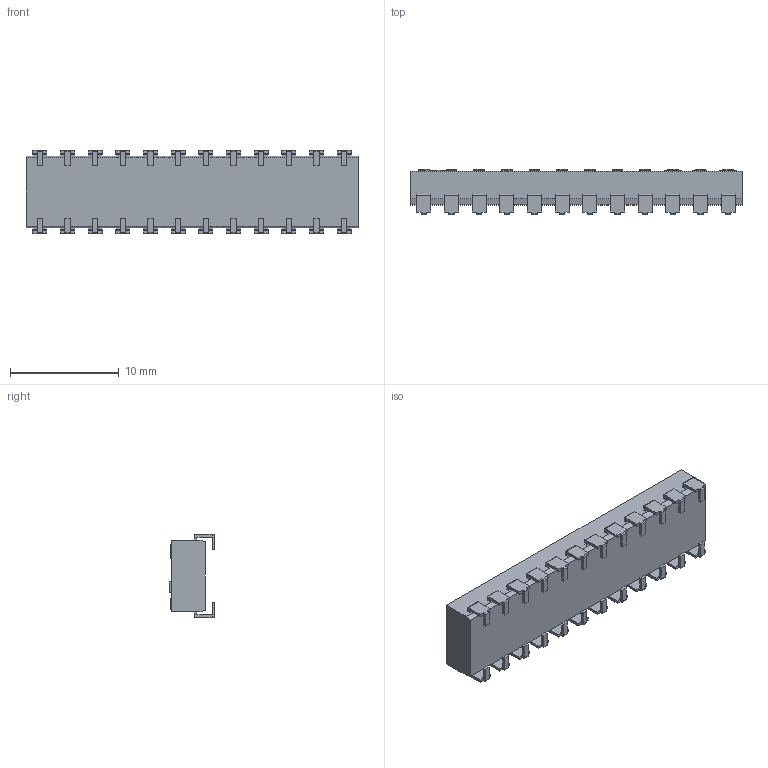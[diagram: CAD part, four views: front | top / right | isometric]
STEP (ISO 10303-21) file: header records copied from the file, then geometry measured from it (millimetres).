
FILE_DESCRIPTION (( 'STEP AP214' ), '1' );
FILE_NAME ('User Library-DIP-Schalter SMD 12polig RM2,54.STEP', '2019-08-07T10:33:35', ( '' ), ( '' ), 'SwSTEP 2.0', 'SolidWorks 2019', '' );
FILE_SCHEMA (( 'AUTOMOTIVE_DESIGN' ));
Length unit declared in the file: millimetre
Products named in the file (1): User Library-DIP-Schalter SMD 12polig RM2,54
Bounding box: 30.48 x 4.2 x 7.62 mm (x, y, z)
Volume: 625 mm3; surface area: 891.6 mm2
Topology: 1 solids, 1 shells, 751 faces, 2031 edges, 1354 vertices
Faces by surface type: plane 538, bspline 117, cylinder 96
Entity records: 37438 total; most frequent: CARTESIAN_POINT 10822, ORIENTED_EDGE 4062, DIRECTION 3259, EDGE_CURVE 2031, LINE 1605, VECTOR 1605, VERTEX_POINT 1354, AXIS2_PLACEMENT_3D 827
